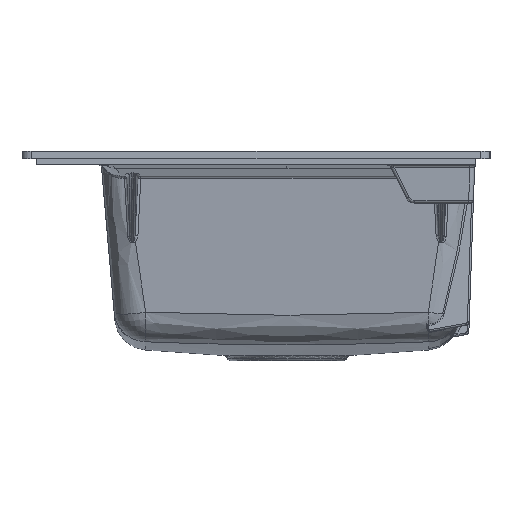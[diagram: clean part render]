
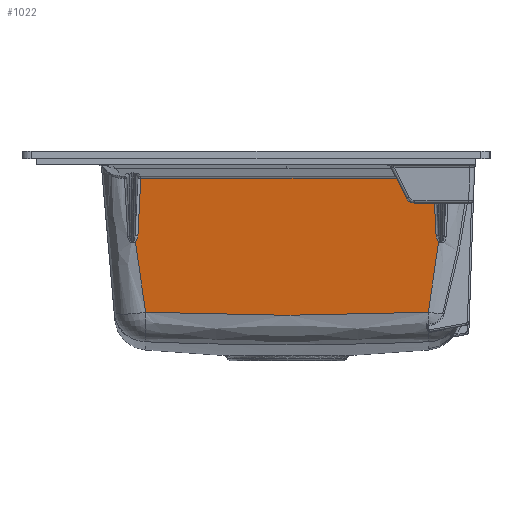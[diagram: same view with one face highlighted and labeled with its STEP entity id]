
A CAD part, left-side view. The second image highlights one B-rep face of the part: STEP entity #1022.
In plain terms, the highlighted planar face has unit normal (-0.996, 0, -0.087).
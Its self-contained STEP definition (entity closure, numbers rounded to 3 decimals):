
#617=B_SPLINE_CURVE_WITH_KNOTS('',3,(#7347,#7348,#7349,#7350),
 .UNSPECIFIED.,.F.,.F.,(4,4),(0.,1.),.UNSPECIFIED.);
#708=B_SPLINE_CURVE_WITH_KNOTS('',3,(#13429,#13430,#13431,#13432,#13433),
 .UNSPECIFIED.,.F.,.F.,(4,1,4),(0.,0.5,1.),.UNSPECIFIED.);
#740=B_SPLINE_CURVE_WITH_KNOTS('',3,(#15443,#15444,#15445,#15446,#15447,
#15448),.UNSPECIFIED.,.F.,.F.,(4,2,4),(0.,0.5,1.),.UNSPECIFIED.);
#741=B_SPLINE_CURVE_WITH_KNOTS('',3,(#15450,#15451,#15452,#15453),
 .UNSPECIFIED.,.F.,.F.,(4,4),(0.,1.),.UNSPECIFIED.);
#742=B_SPLINE_CURVE_WITH_KNOTS('',3,(#15454,#15455,#15456,#15457,#15458,
#15459),.UNSPECIFIED.,.F.,.F.,(4,2,4),(0.,0.5,1.),.UNSPECIFIED.);
#1022=ADVANCED_FACE('',(#1425),#1333,.T.);
#1333=PLANE('',#5329);
#1425=FACE_OUTER_BOUND('',#1770,.T.);
#1770=EDGE_LOOP('',(#2446,#2447,#2448,#2449,#2450,#2451,#2452,#2453));
#2446=ORIENTED_EDGE('',*,*,#4389,.T.);
#2447=ORIENTED_EDGE('',*,*,#4166,.T.);
#2448=ORIENTED_EDGE('',*,*,#4390,.T.);
#2449=ORIENTED_EDGE('',*,*,#4391,.T.);
#2450=ORIENTED_EDGE('',*,*,#4392,.T.);
#2451=ORIENTED_EDGE('',*,*,#4297,.T.);
#2452=ORIENTED_EDGE('',*,*,#4174,.T.);
#2453=ORIENTED_EDGE('',*,*,#4393,.T.);
#3702=VERTEX_POINT('',#7296);
#3703=VERTEX_POINT('',#7298);
#3710=VERTEX_POINT('',#7346);
#3711=VERTEX_POINT('',#7351);
#3820=VERTEX_POINT('',#13434);
#3896=VERTEX_POINT('',#15440);
#3897=VERTEX_POINT('',#15442);
#3898=VERTEX_POINT('',#15449);
#4166=EDGE_CURVE('',#3703,#3702,#4884,.T.);
#4174=EDGE_CURVE('',#3711,#3710,#617,.T.);
#4297=EDGE_CURVE('',#3820,#3711,#708,.T.);
#4389=EDGE_CURVE('',#3896,#3703,#4955,.T.);
#4390=EDGE_CURVE('',#3702,#3897,#4956,.T.);
#4391=EDGE_CURVE('',#3897,#3898,#740,.T.);
#4392=EDGE_CURVE('',#3898,#3820,#741,.T.);
#4393=EDGE_CURVE('',#3710,#3896,#742,.T.);
#4884=LINE('',#7297,#5073);
#4955=LINE('',#15439,#5144);
#4956=LINE('',#15441,#5145);
#5073=VECTOR('',#5856,1.);
#5144=VECTOR('',#6031,1.);
#5145=VECTOR('',#6032,1.);
#5329=AXIS2_PLACEMENT_3D('',#15460,#6033,#6034);
#5856=DIRECTION('',(0.,1.,0.));
#6031=DIRECTION('',(-0.087,0.05,0.995));
#6032=DIRECTION('',(0.087,0.05,-0.995));
#6033=DIRECTION('',(-0.996,0.,-0.087));
#6034=DIRECTION('',(0.087,0.,-0.996));
#7296=CARTESIAN_POINT('',(-1171.549,375.357,-20.621));
#7297=CARTESIAN_POINT('',(-1171.549,52.93,-20.621));
#7298=CARTESIAN_POINT('',(-1171.549,68.643,-20.621));
#7346=CARTESIAN_POINT('',(-1165.751,62.973,-86.892));
#7347=CARTESIAN_POINT('',(-1159.267,73.772,-161.008));
#7348=CARTESIAN_POINT('',(-1161.429,70.173,-136.303));
#7349=CARTESIAN_POINT('',(-1163.59,66.573,-111.597));
#7350=CARTESIAN_POINT('',(-1165.751,62.973,-86.892));
#7351=CARTESIAN_POINT('',(-1159.267,73.772,-161.008));
#13429=CARTESIAN_POINT('',(-1159.267,370.228,-161.008));
#13430=CARTESIAN_POINT('',(-1159.1,320.819,-162.922));
#13431=CARTESIAN_POINT('',(-1158.886,222.,-165.361));
#13432=CARTESIAN_POINT('',(-1159.1,123.181,-162.922));
#13433=CARTESIAN_POINT('',(-1159.267,73.772,-161.008));
#13434=CARTESIAN_POINT('',(-1159.267,370.228,-161.008));
#15439=CARTESIAN_POINT('',(-1173.817,69.938,5.295));
#15440=CARTESIAN_POINT('',(-1166.309,65.649,-80.518));
#15441=CARTESIAN_POINT('',(-1175.393,373.161,23.308));
#15442=CARTESIAN_POINT('',(-1166.309,378.351,-80.518));
#15443=CARTESIAN_POINT('',(-1166.309,378.351,-80.518));
#15444=CARTESIAN_POINT('',(-1166.205,378.411,-81.705));
#15445=CARTESIAN_POINT('',(-1166.103,378.644,-82.877));
#15446=CARTESIAN_POINT('',(-1165.911,379.497,-85.072));
#15447=CARTESIAN_POINT('',(-1165.82,380.111,-86.113));
#15448=CARTESIAN_POINT('',(-1165.751,381.027,-86.892));
#15449=CARTESIAN_POINT('',(-1165.751,381.027,-86.892));
#15450=CARTESIAN_POINT('',(-1165.751,381.027,-86.892));
#15451=CARTESIAN_POINT('',(-1163.59,377.427,-111.597));
#15452=CARTESIAN_POINT('',(-1161.429,373.827,-136.303));
#15453=CARTESIAN_POINT('',(-1159.267,370.228,-161.008));
#15454=CARTESIAN_POINT('',(-1165.751,62.973,-86.892));
#15455=CARTESIAN_POINT('',(-1165.819,63.886,-86.115));
#15456=CARTESIAN_POINT('',(-1165.911,64.508,-85.065));
#15457=CARTESIAN_POINT('',(-1166.105,65.363,-82.855));
#15458=CARTESIAN_POINT('',(-1166.205,65.589,-81.705));
#15459=CARTESIAN_POINT('',(-1166.309,65.649,-80.518));
#15460=CARTESIAN_POINT('',(-1173.947,40.,6.78));
